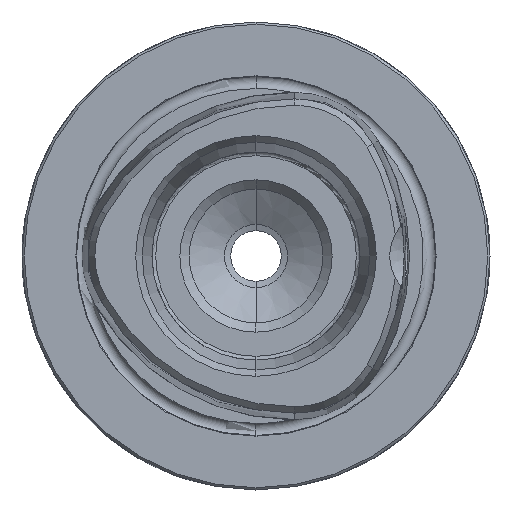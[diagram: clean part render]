
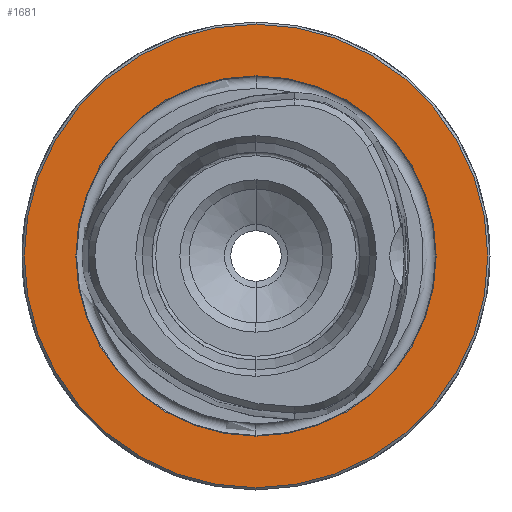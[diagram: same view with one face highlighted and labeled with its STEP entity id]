
A CAD part, left-side view. The second image highlights one B-rep face of the part: STEP entity #1681.
In plain terms, the highlighted planar face has unit normal (-1, 0, 0).
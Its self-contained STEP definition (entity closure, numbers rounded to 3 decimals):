
#92 = DIRECTION ( 'NONE',  ( -1., 0., 0. ) ) ;
#104 = ORIENTED_EDGE ( 'NONE', *, *, #2856, .F. ) ;
#240 = CARTESIAN_POINT ( 'NONE',  ( 0., 0., 0. ) ) ;
#249 = CIRCLE ( 'NONE', #3887, 31.2 ) ;
#357 = AXIS2_PLACEMENT_3D ( 'NONE', #2802, #3990, #2418 ) ;
#506 = CARTESIAN_POINT ( 'NONE',  ( 0., 0., -31.2 ) ) ;
#546 = DIRECTION ( 'NONE',  ( -1., 0., 0. ) ) ;
#571 = DIRECTION ( 'NONE',  ( 0., 0., 1. ) ) ;
#572 = EDGE_LOOP ( 'NONE', ( #3361, #104 ) ) ;
#861 = CIRCLE ( 'NONE', #2547, 24.25 ) ;
#1171 = CIRCLE ( 'NONE', #357, 24.25 ) ;
#1309 = FACE_BOUND ( 'NONE', #572, .T. ) ;
#1333 = CARTESIAN_POINT ( 'NONE',  ( 0., 0., 0. ) ) ;
#1395 = DIRECTION ( 'NONE',  ( -1., 0., 0. ) ) ;
#1405 = CARTESIAN_POINT ( 'NONE',  ( 0., 0., 31.2 ) ) ;
#1627 = DIRECTION ( 'NONE',  ( 0., 0., 1. ) ) ;
#1668 = ORIENTED_EDGE ( 'NONE', *, *, #2015, .T. ) ;
#1681 = ADVANCED_FACE ( 'NONE', ( #1309, #4779 ), #3566, .F. ) ;
#1695 = VERTEX_POINT ( 'NONE', #506 ) ;
#1741 = DIRECTION ( 'NONE',  ( 1., 0., 0. ) ) ;
#1979 = ORIENTED_EDGE ( 'NONE', *, *, #3493, .T. ) ;
#2015 = EDGE_CURVE ( 'NONE', #1695, #2553, #249, .T. ) ;
#2413 = AXIS2_PLACEMENT_3D ( 'NONE', #3533, #92, #1627 ) ;
#2418 = DIRECTION ( 'NONE',  ( 0., 0., 1. ) ) ;
#2419 = CARTESIAN_POINT ( 'NONE',  ( 0., 24.25, 0. ) ) ;
#2420 = EDGE_CURVE ( 'NONE', #4301, #3547, #1171, .T. ) ;
#2437 = CARTESIAN_POINT ( 'NONE',  ( 0., 0., -24.25 ) ) ;
#2547 = AXIS2_PLACEMENT_3D ( 'NONE', #240, #1395, #4864 ) ;
#2553 = VERTEX_POINT ( 'NONE', #1405 ) ;
#2802 = CARTESIAN_POINT ( 'NONE',  ( 0., 0., 0. ) ) ;
#2825 = DIRECTION ( 'NONE',  ( 0., 0., -1. ) ) ;
#2856 = EDGE_CURVE ( 'NONE', #3547, #4301, #861, .T. ) ;
#2956 = EDGE_LOOP ( 'NONE', ( #1668, #1979 ) ) ;
#3163 = CARTESIAN_POINT ( 'NONE',  ( 0., 0., 24.25 ) ) ;
#3361 = ORIENTED_EDGE ( 'NONE', *, *, #2420, .F. ) ;
#3468 = CIRCLE ( 'NONE', #2413, 31.2 ) ;
#3493 = EDGE_CURVE ( 'NONE', #2553, #1695, #3468, .T. ) ;
#3533 = CARTESIAN_POINT ( 'NONE',  ( 0., 0., 0. ) ) ;
#3547 = VERTEX_POINT ( 'NONE', #2437 ) ;
#3566 = PLANE ( 'NONE',  #4796 ) ;
#3887 = AXIS2_PLACEMENT_3D ( 'NONE', #1333, #546, #571 ) ;
#3990 = DIRECTION ( 'NONE',  ( -1., 0., 0. ) ) ;
#4301 = VERTEX_POINT ( 'NONE', #3163 ) ;
#4779 = FACE_OUTER_BOUND ( 'NONE', #2956, .T. ) ;
#4796 = AXIS2_PLACEMENT_3D ( 'NONE', #2419, #1741, #2825 ) ;
#4864 = DIRECTION ( 'NONE',  ( 0., 0., 1. ) ) ;
